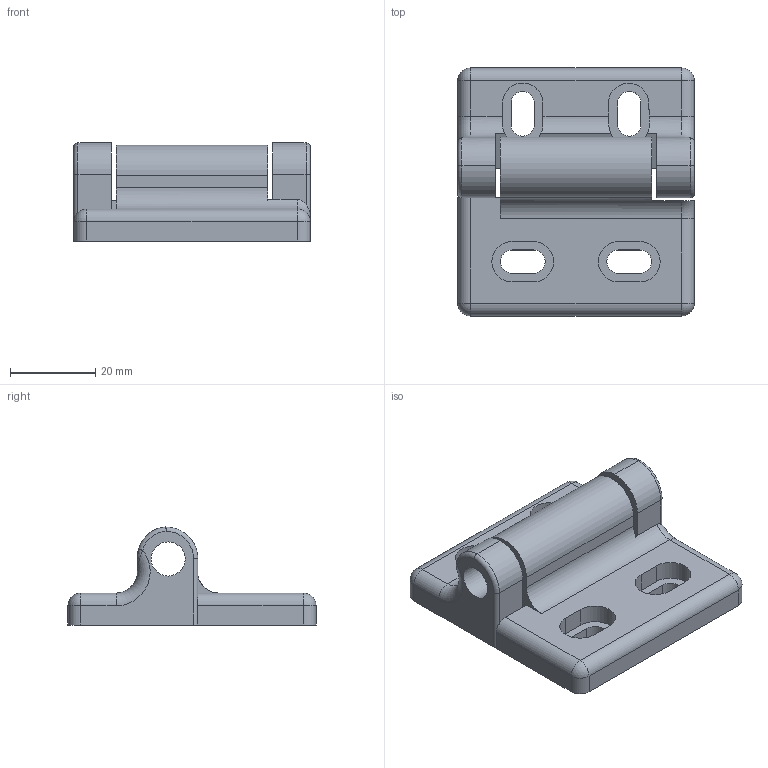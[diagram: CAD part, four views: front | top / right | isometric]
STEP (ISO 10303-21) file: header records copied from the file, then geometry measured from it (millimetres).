
FILE_DESCRIPTION(/* description */ ('CERN.UNIV.COL.TO IN NYLON GRIG. S/PERNO'),/* implementation_level */ '2;1');
FILE_NAME(/* name */ 'CCRYY0000004.stp',/* time_stamp */ '2018-11-06T12:29:39+01:00',/* author */ ('fzagni'),/* organization */ (''),/* preprocessor_version */ 'ST-DEVELOPER v16.1',/* originating_system */ 'Autodesk Inventor 2016',/* authorisation */ '');
FILE_SCHEMA (('AUTOMOTIVE_DESIGN { 1 0 10303 214 3 1 1 }'));
Length unit declared in the file: millimetre
Products named in the file (3): F3DTM0006653; F3DTM0006654; CCRYY0000004 (15.166.00)
Assembly tree (2 placements, depth 2):
  CCRYY0000004 (15.166.00)
    F3DTM0006653
    F3DTM0006654
Bounding box: 55.5 x 58.22 x 23 mm (x, y, z)
Volume: 27659 mm3; surface area: 13118.4 mm2
Topology: 2 solids, 2 shells, 100 faces, 261 edges, 163 vertices
Faces by surface type: plane 44, cylinder 41, torus 7, sphere 4, bspline 4
Full cylindrical faces by diameter (mm): 8 x3
Entity records: 3242 total; most frequent: CARTESIAN_POINT 689, DIRECTION 541, ORIENTED_EDGE 508, EDGE_CURVE 254, AXIS2_PLACEMENT_3D 199, VERTEX_POINT 163, LINE 143, VECTOR 143
